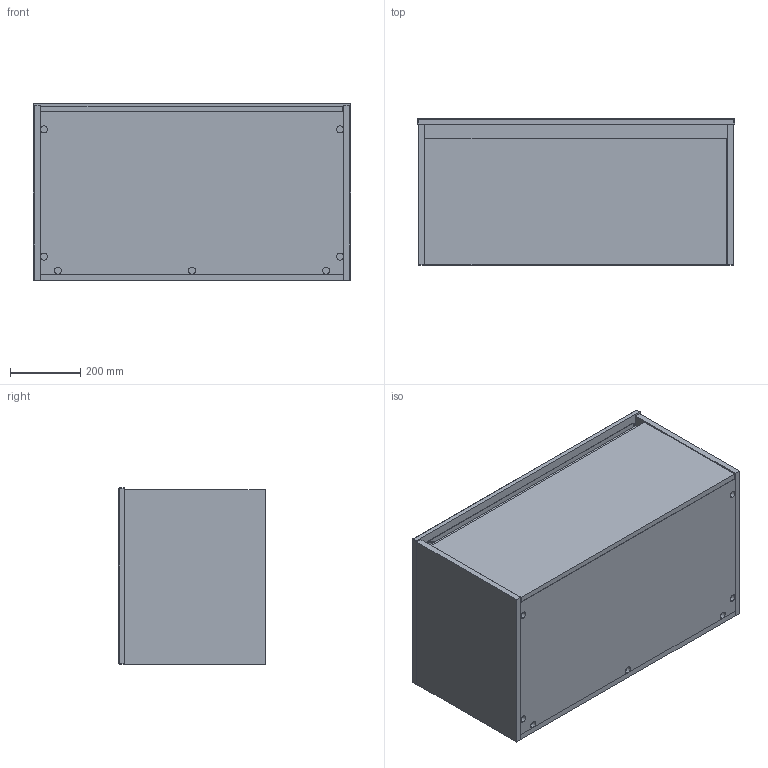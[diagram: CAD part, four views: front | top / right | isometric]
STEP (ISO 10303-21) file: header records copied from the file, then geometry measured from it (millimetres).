
FILE_DESCRIPTION (( 'STEP AP203' ), '1' );
FILE_NAME ('404_900RW1DR_Kayla.STEP', '2022-04-06T23:30:59', ( '' ), ( '' ), 'SwSTEP 2.0', 'SolidWorks 2020', '' );
FILE_SCHEMA (( 'CONFIG_CONTROL_DESIGN' ));
Length unit declared in the file: millimetre
Products named in the file (9): PL001002; Lauretta_900R; PL001003; 404_900RW1DR_Kayla; PL001004; PL001007; F402_900W1DR; PL001016; PL001015
Assembly tree (8 placements, depth 3):
  404_900RW1DR_Kayla
    Lauretta_900R
    F402_900W1DR
      PL001016
      PL001004
      PL001003
      PL001002
      PL001007
      PL001015
Bounding box: 900 x 415 x 500 mm (x, y, z)
Volume: 32759885.9 mm3; surface area: 4474166.8 mm2
Topology: 7 solids, 7 shells, 264 faces, 589 edges, 356 vertices
Faces by surface type: cylinder 107, plane 84, bspline 60, sphere 8, torus 3, cone 2
Entity records: 21619 total; most frequent: CARTESIAN_POINT 15187, ORIENTED_EDGE 1158, DIRECTION 1104, EDGE_CURVE 579, AXIS2_PLACEMENT_3D 435, VERTEX_POINT 356, EDGE_LOOP 305, FACE_OUTER_BOUND 264
